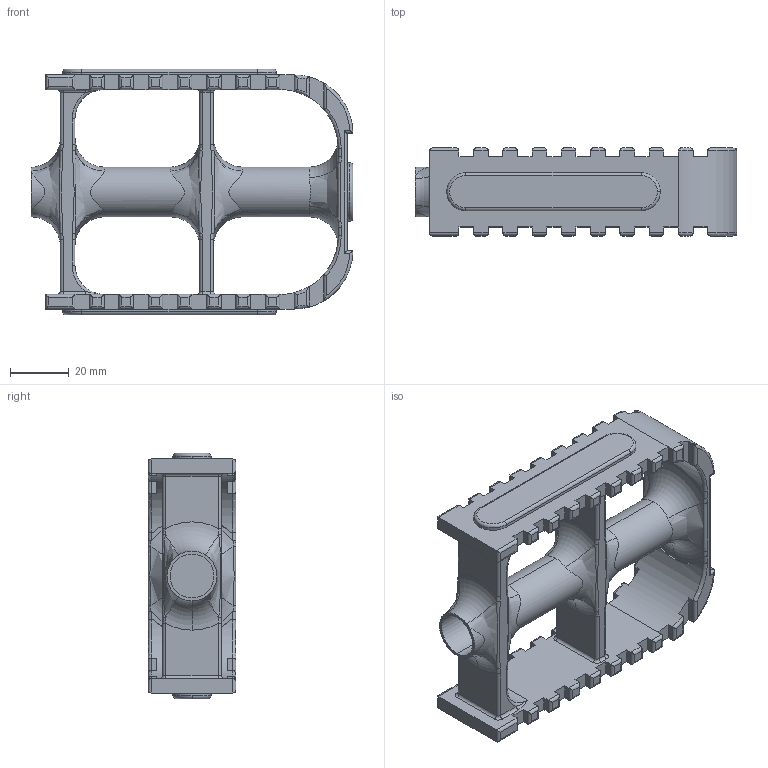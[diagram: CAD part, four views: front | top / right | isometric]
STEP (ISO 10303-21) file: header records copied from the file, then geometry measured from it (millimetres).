
FILE_DESCRIPTION (( 'STEP AP203' ), '1' );
FILE_NAME ('Pd.STEP', '2020-11-25T17:05:58', ( '' ), ( '' ), 'SwSTEP 2.0', 'SolidWorks 2019', '' );
FILE_SCHEMA (( 'CONFIG_CONTROL_DESIGN' ));
Length unit declared in the file: millimetre
Products named in the file (1): Pd
Bounding box: 110 x 30 x 84 mm (x, y, z)
Volume: 62482 mm3; surface area: 33879.6 mm2
Topology: 1 solids, 1 shells, 486 faces, 1190 edges, 702 vertices
Faces by surface type: cylinder 209, plane 178, torus 55, bspline 44
Entity records: 17170 total; most frequent: CARTESIAN_POINT 6382, ORIENTED_EDGE 2372, DIRECTION 2089, EDGE_CURVE 1186, VERTEX_POINT 702, AXIS2_PLACEMENT_3D 701, VECTOR 687, LINE 687
